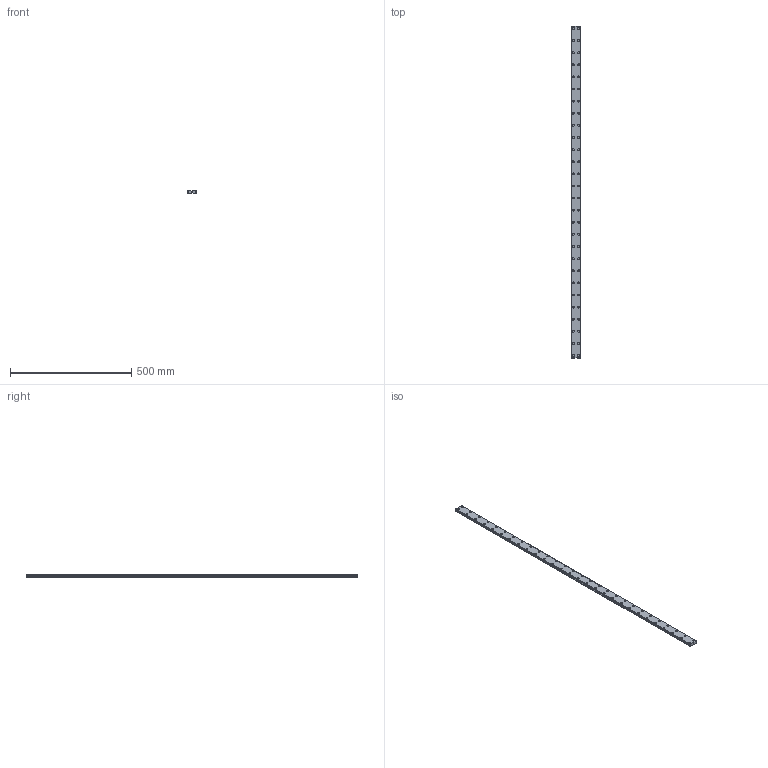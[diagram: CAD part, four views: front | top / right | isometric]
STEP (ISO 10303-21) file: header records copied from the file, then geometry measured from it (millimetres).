
FILE_DESCRIPTION(('STEP AP214'),'1');
FILE_NAME('cctmp_11B36F9C-55B6-4730-BB04-17392D4AAAA2_2021_03_02_15_08_31_0981..stp','2021-03-02T14:08:32',('HIWIN GmbH'),('CADClick - www.CADClick.com'),'Spatial InterOp 3D',' ','unknown authorization');
FILE_SCHEMA(('AUTOMOTIVE_DESIGN'));
Length unit declared in the file: millimetre
Products named in the file (1): WER21R1370H_FILE
Bounding box: 37 x 1370 x 11 mm (x, y, z)
Volume: 507334.5 mm3; surface area: 148948.8 mm2
Topology: 1 solids, 1 shells, 607 faces, 1299 edges, 866 vertices
Faces by surface type: cylinder 354, plane 253
Entity records: 21621 total; most frequent: DIRECTION 3223, CARTESIAN_POINT 2773, ORIENTED_EDGE 2598, AXIS2_PLACEMENT_3D 1316, EDGE_CURVE 1299, VERTEX_POINT 866, EDGE_LOOP 779, CIRCLE 708
